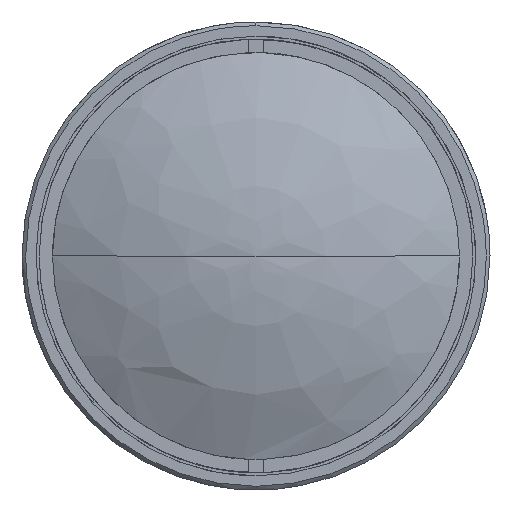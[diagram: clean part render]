
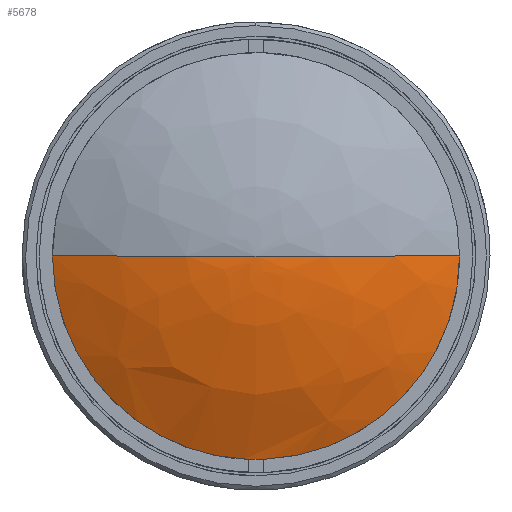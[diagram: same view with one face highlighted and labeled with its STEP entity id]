
A CAD part, left-side view. The second image highlights one B-rep face of the part: STEP entity #5678.
In plain terms, the highlighted free-form (B-spline) face has degree [3, 3] with [4, 4] control points.
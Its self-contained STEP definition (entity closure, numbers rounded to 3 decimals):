
#77 = CARTESIAN_POINT ( 'NONE',  ( -98.644, -27.4, 0. ) ) ;
#1838 = DIRECTION ( 'NONE',  ( 1., 0., 0. ) ) ;
#3720 = CARTESIAN_POINT ( 'NONE',  ( -105.2, 0., 0. ) ) ;
#4589 = CARTESIAN_POINT ( 'NONE',  ( -44.663, 0., 0. ) ) ;
#5678 = ADVANCED_FACE ( 'NONE', ( #26343 ), #21341, .F. ) ;
#5741 = CARTESIAN_POINT ( 'NONE',  ( -102.974, 18.87, -37.74 ) ) ;
#6274 = CARTESIAN_POINT ( 'NONE',  ( -98.644, 27.4, -54.8 ) ) ;
#6879 = ORIENTED_EDGE ( 'NONE', *, *, #13024, .T. ) ;
#7682 = ORIENTED_EDGE ( 'NONE', *, *, #19825, .F. ) ;
#8688 = AXIS2_PLACEMENT_3D ( 'NONE', #17544, #24081, #1838 ) ;
#9532 = AXIS2_PLACEMENT_3D ( 'NONE', #4589, #17177, #21172 ) ;
#9678 = CARTESIAN_POINT ( 'NONE',  ( -98.644, 16.051, -27.4 ) ) ;
#9887 = CARTESIAN_POINT ( 'NONE',  ( -105.2, 0., 0. ) ) ;
#10009 = EDGE_LOOP ( 'NONE', ( #13364, #6879, #7682 ) ) ;
#11888 = CARTESIAN_POINT ( 'NONE',  ( -105.2, 9.566, -19.132 ) ) ;
#12071 = CARTESIAN_POINT ( 'NONE',  ( -98.644, -27.4, -16.051 ) ) ;
#13024 = EDGE_CURVE ( 'NONE', #24023, #22703, #20635, .T. ) ;
#13364 = ORIENTED_EDGE ( 'NONE', *, *, #15015, .F. ) ;
#14028 = CARTESIAN_POINT ( 'NONE',  ( -105.2, -9.566, 0. ) ) ;
#14211 = CARTESIAN_POINT ( 'NONE',  ( -98.644, -27.4, 0. ) ) ;
#15015 = EDGE_CURVE ( 'NONE', #24023, #25344, #24929, .T. ) ;
#15027 = CARTESIAN_POINT ( 'NONE',  ( -105.2, 0., 0. ) ) ;
#16174 = CARTESIAN_POINT ( 'NONE',  ( -102.974, 18.87, 0. ) ) ;
#16226 = CARTESIAN_POINT ( 'NONE',  ( -98.644, -16.051, -27.4 ) ) ;
#16312 = CARTESIAN_POINT ( 'NONE',  ( -105.2, 0., 0. ) ) ;
#17177 = DIRECTION ( 'NONE',  ( 0., 0., -1. ) ) ;
#17544 = CARTESIAN_POINT ( 'NONE',  ( -44.663, 0., 0. ) ) ;
#17850 = CARTESIAN_POINT ( 'NONE',  ( -98.644, 27.4, -16.051 ) ) ;
#18055 = CARTESIAN_POINT ( 'NONE',  ( -105.2, 9.566, 0. ) ) ;
#19825 = EDGE_CURVE ( 'NONE', #25344, #22703, #26262, .T. ) ;
#20051 = CARTESIAN_POINT ( 'NONE',  ( -98.644, -27.4, 0. ) ) ;
#20183 = CARTESIAN_POINT ( 'NONE',  ( -105.2, -9.566, -19.132 ) ) ;
#20234 = CARTESIAN_POINT ( 'NONE',  ( -98.644, 27.4, 0. ) ) ;
#20452 = CARTESIAN_POINT ( 'NONE',  ( -98.644, -27.4, -54.8 ) ) ;
#20635 = CIRCLE ( 'NONE', #9532, 60.537 ) ;
#21172 = DIRECTION ( 'NONE',  ( 1., 0., 0. ) ) ;
#21341 =( BOUNDED_SURFACE ( )  B_SPLINE_SURFACE ( 3, 3, ( 
 ( #26480, #3720, #16312, #9887 ),
 ( #14028, #20183, #11888, #18055 ),
 ( #22192, #22594, #5741, #16174 ),
 ( #20051, #20452, #6274, #26209 ) ),
 .UNSPECIFIED., .F., .F., .F. ) 
 B_SPLINE_SURFACE_WITH_KNOTS ( ( 4, 4 ),
 ( 4, 4 ),
 ( 0., 1. ),
 ( 0., 1. ),
 .UNSPECIFIED. ) 
 GEOMETRIC_REPRESENTATION_ITEM ( )  RATIONAL_B_SPLINE_SURFACE ( (
 ( 1., 0.333, 0.333, 1.),
 ( 0.982, 0.327, 0.327, 0.982),
 ( 0.982, 0.327, 0.327, 0.982),
 ( 1., 0.333, 0.333, 1.) ) ) 
 REPRESENTATION_ITEM ( '' )  SURFACE ( )  );
#22116 = CARTESIAN_POINT ( 'NONE',  ( -98.644, 27.4, 0. ) ) ;
#22192 = CARTESIAN_POINT ( 'NONE',  ( -102.974, -18.87, 0. ) ) ;
#22594 = CARTESIAN_POINT ( 'NONE',  ( -102.974, -18.87, -37.74 ) ) ;
#22703 = VERTEX_POINT ( 'NONE', #22116 ) ;
#24023 = VERTEX_POINT ( 'NONE', #15027 ) ;
#24081 = DIRECTION ( 'NONE',  ( 0., 0., 1. ) ) ;
#24929 = CIRCLE ( 'NONE', #8688, 60.537 ) ;
#25344 = VERTEX_POINT ( 'NONE', #77 ) ;
#26209 = CARTESIAN_POINT ( 'NONE',  ( -98.644, 27.4, 0. ) ) ;
#26259 = CARTESIAN_POINT ( 'NONE',  ( -98.644, 0., -27.4 ) ) ;
#26262 =( BOUNDED_CURVE ( )  B_SPLINE_CURVE ( 3, ( #14211, #12071, #16226, #26259, #9678, #17850, #20234 ),
 .UNSPECIFIED., .F., .F. ) 
 B_SPLINE_CURVE_WITH_KNOTS ( ( 4, 3, 4 ),
 ( -3.142, -1.571, 0. ),
 .UNSPECIFIED. ) 
 CURVE ( )  GEOMETRIC_REPRESENTATION_ITEM ( )  RATIONAL_B_SPLINE_CURVE ( ( 1., 0.805, 0.805, 1., 0.805, 0.805, 1. ) ) 
 REPRESENTATION_ITEM ( '' )  );
#26343 = FACE_OUTER_BOUND ( 'NONE', #10009, .T. ) ;
#26480 = CARTESIAN_POINT ( 'NONE',  ( -105.2, 0., 0. ) ) ;
